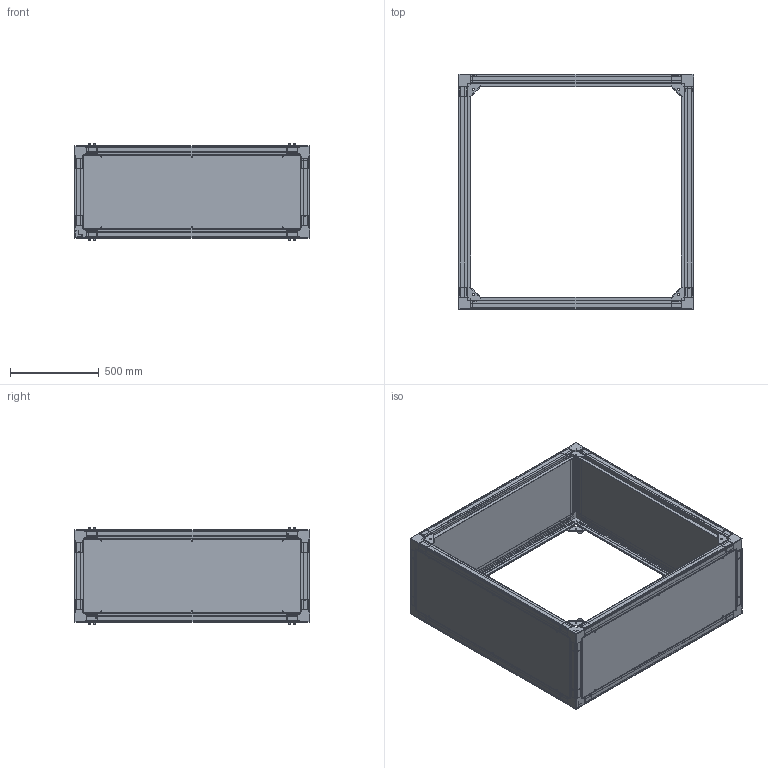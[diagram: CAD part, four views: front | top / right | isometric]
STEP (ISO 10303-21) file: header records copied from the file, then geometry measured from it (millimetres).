
FILE_DESCRIPTION (( 'STEP AP203' ), '1' );
FILE_NAME ('24030_Leergehäuse_G2.STEP', '2025-07-09T10:39:23', ( '' ), ( '' ), 'SwSTEP 2.0', 'SolidWorks 2019', '' );
FILE_SCHEMA (( 'CONFIG_CONTROL_DESIGN' ));
Products named in the file (1): 24030_Leergehäuse_G2
Bounding box: 1325 x 1325 x 541.92 mm (x, y, z)
Volume: 10619180.6 mm3; surface area: 15409167.3 mm2
Topology: 36 solids, 36 shells, 3076 faces, 7810 edges, 4814 vertices
Faces by surface type: plane 1732, cylinder 1128, sphere 136, bspline 80
Entity records: 97151 total; most frequent: CARTESIAN_POINT 24809, ORIENTED_EDGE 15544, DIRECTION 14214, EDGE_CURVE 7772, VECTOR 5484, LINE 5484, VERTEX_POINT 4808, AXIS2_PLACEMENT_3D 4365
